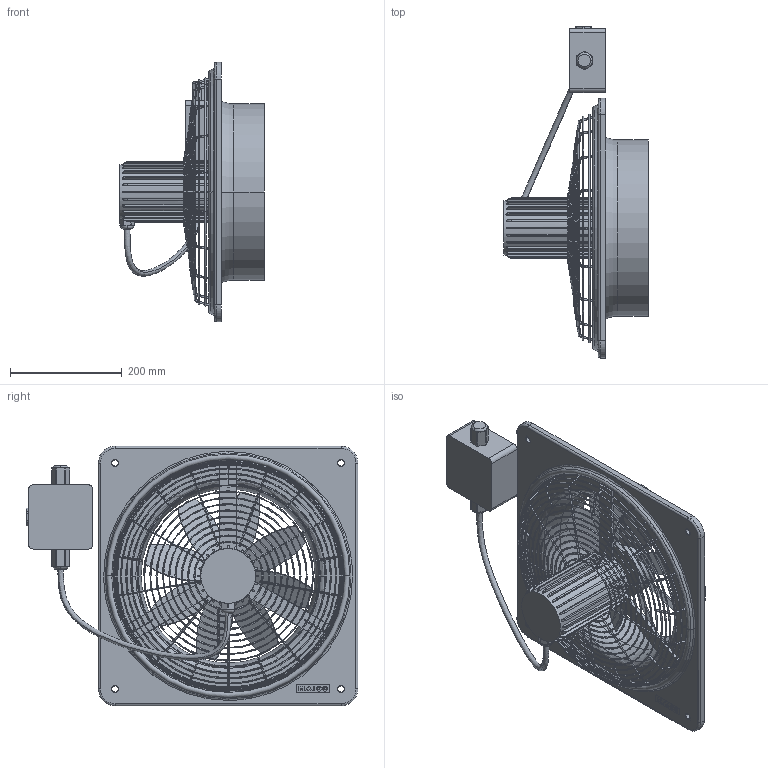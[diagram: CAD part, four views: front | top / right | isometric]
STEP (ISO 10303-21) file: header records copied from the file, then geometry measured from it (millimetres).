
FILE_DESCRIPTION(('Creo Elements/Direct Modeling STEP Export'),'2;1');
FILE_NAME('0083.0175 DZQ 30_4 B Ex e.stp','2021-01-22T 8:27:37',(''),(''),'PTC Creo Elements/Direct Modeling STEP processor for AP214 (Solid Model)','PTC Creo Elements/Direct Modeling 19.0C 15-Aug-2015 (C) Parametric Technology GmbH','');
FILE_SCHEMA(('AUTOMOTIVE_DESIGN { 1 0 10303 214 1 1 1 1 }'));
Length unit declared in the file: millimetre
Products named in the file (3): 0083.0175; 0083.0175-DZQ-30-4-B-Ex-e; 0083.0175_DZQ_30_4_B_Ex_e.stp
Assembly tree (2 placements, depth 3):
  0083.0175_DZQ_30_4_B_Ex_e.stp
    0083.0175-DZQ-30-4-B-Ex-e
      0083.0175
Bounding box: 259.5 x 594.41 x 465 mm (x, y, z)
Volume: 3344419.3 mm3; surface area: 1014462.3 mm2
Topology: 1 solids, 7 shells, 866 faces, 3546 edges, 2363 vertices
Faces by surface type: plane 325, cylinder 276, torus 206, cone 40, bspline 18, sphere 1
Entity records: 53287 total; most frequent: CARTESIAN_POINT 23618, ORIENTED_EDGE 7092, DIRECTION 3938, EDGE_CURVE 3546, VERTEX_POINT 2363, AXIS2_PLACEMENT_3D 1560, B_SPLINE_CURVE_WITH_KNOTS 1257, SURFACE_CURVE 1024
